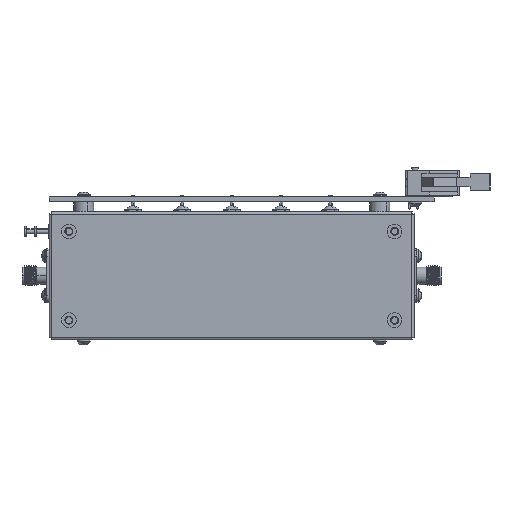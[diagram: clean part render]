
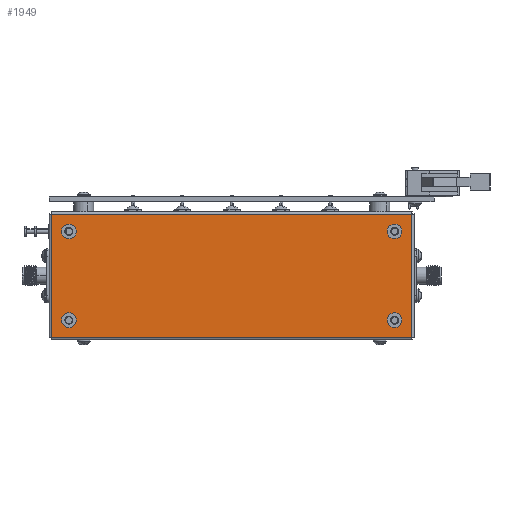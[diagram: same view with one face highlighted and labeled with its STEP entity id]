
A CAD part, front view. The second image highlights one B-rep face of the part: STEP entity #1949.
In plain terms, the highlighted planar face has unit normal (0, -1, 0).
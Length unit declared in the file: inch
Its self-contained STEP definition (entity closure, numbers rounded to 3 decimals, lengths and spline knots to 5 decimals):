
#1742 = CARTESIAN_POINT ( 'NONE',  ( -2.2815, -1.09375, 0.3905 ) ) ;
#1949 = ADVANCED_FACE ( 'NONE', ( #21705, #86276, #13745, #78347, #5786 ), #38090, .T. ) ;
#1992 = EDGE_LOOP ( 'NONE', ( #80302, #63407 ) ) ;
#3480 = CARTESIAN_POINT ( 'NONE',  ( -2.2815, -1.09375, 0.78125 ) ) ;
#3562 = CIRCLE ( 'NONE', #93168, 0.0935 ) ;
#5786 = FACE_OUTER_BOUND ( 'NONE', #53377, .T. ) ;
#5963 = DIRECTION ( 'NONE',  ( 0., 1., 0. ) ) ;
#6908 = AXIS2_PLACEMENT_3D ( 'NONE', #94091, #46973, #79285 ) ;
#7659 = LINE ( 'NONE', #27237, #51059 ) ;
#10837 = DIRECTION ( 'NONE',  ( 1., 0., 0. ) ) ;
#12671 = CARTESIAN_POINT ( 'NONE',  ( 2.0625, -1.09375, -0.56275 ) ) ;
#13745 = FACE_BOUND ( 'NONE', #1992, .T. ) ;
#13803 = AXIS2_PLACEMENT_3D ( 'NONE', #12671, #85201, #44947 ) ;
#14199 = CARTESIAN_POINT ( 'NONE',  ( -1.969, -1.09375, 0.56225 ) ) ;
#14836 = AXIS2_PLACEMENT_3D ( 'NONE', #30036, #62290, #72328 ) ;
#15910 = DIRECTION ( 'NONE',  ( 0., 1., 0. ) ) ;
#18107 = VERTEX_POINT ( 'NONE', #66274 ) ;
#19155 = CARTESIAN_POINT ( 'NONE',  ( -2.156, -1.09375, -0.56275 ) ) ;
#20312 = AXIS2_PLACEMENT_3D ( 'NONE', #28415, #92949, #37902 ) ;
#21705 = FACE_BOUND ( 'NONE', #96418, .T. ) ;
#22075 = DIRECTION ( 'NONE',  ( 0., 0., 1. ) ) ;
#22707 = AXIS2_PLACEMENT_3D ( 'NONE', #42808, #96816, #40717 ) ;
#23453 = CARTESIAN_POINT ( 'NONE',  ( -2.0625, -1.09375, -0.56275 ) ) ;
#23714 = EDGE_CURVE ( 'NONE', #42003, #102977, #3562, .T. ) ;
#24687 = EDGE_CURVE ( 'NONE', #102977, #42003, #62900, .T. ) ;
#24799 = VERTEX_POINT ( 'NONE', #77883 ) ;
#25992 = CIRCLE ( 'NONE', #95350, 0.0935 ) ;
#27182 = LINE ( 'NONE', #1742, #37711 ) ;
#27237 = CARTESIAN_POINT ( 'NONE',  ( 1.14075, -1.09375, 0.78125 ) ) ;
#28415 = CARTESIAN_POINT ( 'NONE',  ( -2.0625, -1.09375, 0.56225 ) ) ;
#28473 = VERTEX_POINT ( 'NONE', #39685 ) ;
#29905 = VECTOR ( 'NONE', #44853, 39.37008 ) ;
#30036 = CARTESIAN_POINT ( 'NONE',  ( 2.0625, -1.09375, 0.56225 ) ) ;
#32132 = CARTESIAN_POINT ( 'NONE',  ( 2.2815, -1.09375, -0.391 ) ) ;
#34171 = ORIENTED_EDGE ( 'NONE', *, *, #102282, .T. ) ;
#37711 = VECTOR ( 'NONE', #66832, 39.37008 ) ;
#37902 = DIRECTION ( 'NONE',  ( 1., 0., 0. ) ) ;
#38090 = PLANE ( 'NONE',  #22707 ) ;
#39685 = CARTESIAN_POINT ( 'NONE',  ( -2.156, -1.09375, 0.56225 ) ) ;
#40717 = DIRECTION ( 'NONE',  ( 0., 0., -1. ) ) ;
#42003 = VERTEX_POINT ( 'NONE', #48702 ) ;
#42808 = CARTESIAN_POINT ( 'NONE',  ( 0., -1.09375, -0.00025 ) ) ;
#43166 = CARTESIAN_POINT ( 'NONE',  ( 2.0625, -1.09375, -0.56275 ) ) ;
#43649 = ORIENTED_EDGE ( 'NONE', *, *, #24687, .T. ) ;
#44225 = CARTESIAN_POINT ( 'NONE',  ( 2.2815, -1.09375, 0.78125 ) ) ;
#44853 = DIRECTION ( 'NONE',  ( 1., 0., 0. ) ) ;
#44947 = DIRECTION ( 'NONE',  ( 1., 0., 0. ) ) ;
#46284 = EDGE_CURVE ( 'NONE', #92959, #66678, #54274, .T. ) ;
#46618 = DIRECTION ( 'NONE',  ( 1., 0., 0. ) ) ;
#46973 = DIRECTION ( 'NONE',  ( 0., 1., 0. ) ) ;
#47187 = VERTEX_POINT ( 'NONE', #81974 ) ;
#47782 = DIRECTION ( 'NONE',  ( 1., 0., 0. ) ) ;
#48702 = CARTESIAN_POINT ( 'NONE',  ( -1.969, -1.09375, -0.56275 ) ) ;
#51059 = VECTOR ( 'NONE', #75389, 39.37008 ) ;
#51452 = CIRCLE ( 'NONE', #64996, 0.0935 ) ;
#53377 = EDGE_LOOP ( 'NONE', ( #81225, #64372, #54310, #57667 ) ) ;
#54274 = LINE ( 'NONE', #32132, #60744 ) ;
#54310 = ORIENTED_EDGE ( 'NONE', *, *, #55642, .T. ) ;
#55642 = EDGE_CURVE ( 'NONE', #78798, #47187, #27182, .T. ) ;
#57228 = DIRECTION ( 'NONE',  ( 0., 1., 0. ) ) ;
#57667 = ORIENTED_EDGE ( 'NONE', *, *, #73645, .T. ) ;
#58422 = CARTESIAN_POINT ( 'NONE',  ( 2.156, -1.09375, -0.56275 ) ) ;
#59173 = CIRCLE ( 'NONE', #20312, 0.0935 ) ;
#60454 = CIRCLE ( 'NONE', #14836, 0.0935 ) ;
#60744 = VECTOR ( 'NONE', #22075, 39.37008 ) ;
#62290 = DIRECTION ( 'NONE',  ( 0., 1., 0. ) ) ;
#62900 = CIRCLE ( 'NONE', #103502, 0.0935 ) ;
#63407 = ORIENTED_EDGE ( 'NONE', *, *, #70341, .T. ) ;
#64372 = ORIENTED_EDGE ( 'NONE', *, *, #90025, .T. ) ;
#64996 = AXIS2_PLACEMENT_3D ( 'NONE', #43166, #66952, #10837 ) ;
#66274 = CARTESIAN_POINT ( 'NONE',  ( 2.156, -1.09375, 0.56225 ) ) ;
#66678 = VERTEX_POINT ( 'NONE', #44225 ) ;
#66832 = DIRECTION ( 'NONE',  ( 0., 0., -1. ) ) ;
#66952 = DIRECTION ( 'NONE',  ( 0., 1., 0. ) ) ;
#67372 = EDGE_CURVE ( 'NONE', #80241, #28473, #59173, .T. ) ;
#68336 = EDGE_CURVE ( 'NONE', #24799, #69919, #88187, .T. ) ;
#68639 = ORIENTED_EDGE ( 'NONE', *, *, #71000, .T. ) ;
#69919 = VERTEX_POINT ( 'NONE', #58422 ) ;
#70341 = EDGE_CURVE ( 'NONE', #28473, #80241, #25992, .T. ) ;
#71000 = EDGE_CURVE ( 'NONE', #69919, #24799, #51452, .T. ) ;
#72328 = DIRECTION ( 'NONE',  ( 1., 0., 0. ) ) ;
#73083 = ORIENTED_EDGE ( 'NONE', *, *, #23714, .T. ) ;
#73645 = EDGE_CURVE ( 'NONE', #47187, #92959, #92992, .T. ) ;
#74213 = CARTESIAN_POINT ( 'NONE',  ( -2.0625, -1.09375, -0.56275 ) ) ;
#74591 = EDGE_CURVE ( 'NONE', #94969, #18107, #60454, .T. ) ;
#74752 = DIRECTION ( 'NONE',  ( 1., 0., 0. ) ) ;
#75389 = DIRECTION ( 'NONE',  ( -1., 0., 0. ) ) ;
#77883 = CARTESIAN_POINT ( 'NONE',  ( 1.969, -1.09375, -0.56275 ) ) ;
#78347 = FACE_BOUND ( 'NONE', #99875, .T. ) ;
#78798 = VERTEX_POINT ( 'NONE', #3480 ) ;
#79285 = DIRECTION ( 'NONE',  ( 1., 0., 0. ) ) ;
#80241 = VERTEX_POINT ( 'NONE', #14199 ) ;
#80302 = ORIENTED_EDGE ( 'NONE', *, *, #67372, .T. ) ;
#81225 = ORIENTED_EDGE ( 'NONE', *, *, #46284, .T. ) ;
#81974 = CARTESIAN_POINT ( 'NONE',  ( -2.2815, -1.09375, -0.78175 ) ) ;
#85201 = DIRECTION ( 'NONE',  ( 0., 1., 0. ) ) ;
#85569 = CARTESIAN_POINT ( 'NONE',  ( 2.2815, -1.09375, -0.78175 ) ) ;
#86090 = EDGE_LOOP ( 'NONE', ( #73083, #43649 ) ) ;
#86276 = FACE_BOUND ( 'NONE', #86090, .T. ) ;
#88090 = CIRCLE ( 'NONE', #6908, 0.0935 ) ;
#88187 = CIRCLE ( 'NONE', #13803, 0.0935 ) ;
#88455 = CARTESIAN_POINT ( 'NONE',  ( -2.0625, -1.09375, 0.56225 ) ) ;
#90025 = EDGE_CURVE ( 'NONE', #66678, #78798, #7659, .T. ) ;
#92949 = DIRECTION ( 'NONE',  ( 0., 1., 0. ) ) ;
#92959 = VERTEX_POINT ( 'NONE', #85569 ) ;
#92992 = LINE ( 'NONE', #100963, #29905 ) ;
#93168 = AXIS2_PLACEMENT_3D ( 'NONE', #23453, #5963, #47782 ) ;
#94091 = CARTESIAN_POINT ( 'NONE',  ( 2.0625, -1.09375, 0.56225 ) ) ;
#94969 = VERTEX_POINT ( 'NONE', #104329 ) ;
#95350 = AXIS2_PLACEMENT_3D ( 'NONE', #88455, #15910, #46618 ) ;
#96418 = EDGE_LOOP ( 'NONE', ( #34171, #102252 ) ) ;
#96816 = DIRECTION ( 'NONE',  ( 0., -1., 0. ) ) ;
#99239 = ORIENTED_EDGE ( 'NONE', *, *, #68336, .T. ) ;
#99875 = EDGE_LOOP ( 'NONE', ( #68639, #99239 ) ) ;
#100963 = CARTESIAN_POINT ( 'NONE',  ( -1.14075, -1.09375, -0.78175 ) ) ;
#102252 = ORIENTED_EDGE ( 'NONE', *, *, #74591, .T. ) ;
#102282 = EDGE_CURVE ( 'NONE', #18107, #94969, #88090, .T. ) ;
#102977 = VERTEX_POINT ( 'NONE', #19155 ) ;
#103502 = AXIS2_PLACEMENT_3D ( 'NONE', #74213, #57228, #74752 ) ;
#104329 = CARTESIAN_POINT ( 'NONE',  ( 1.969, -1.09375, 0.56225 ) ) ;
